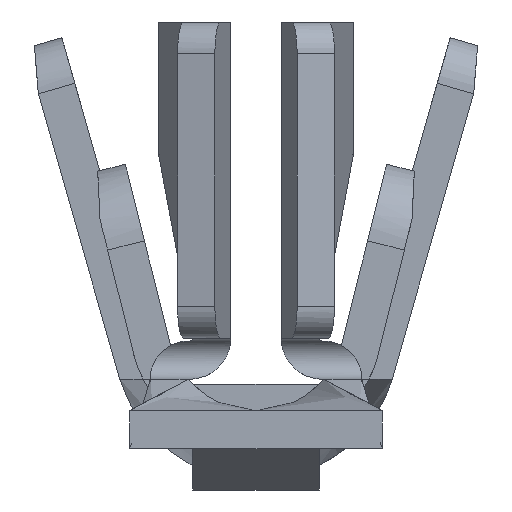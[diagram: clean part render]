
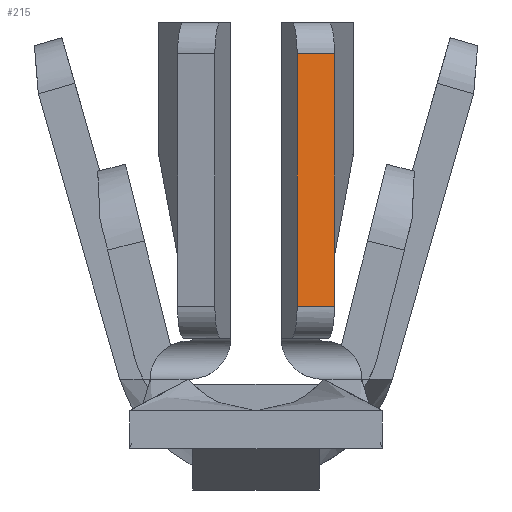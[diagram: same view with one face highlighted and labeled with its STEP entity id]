
A CAD part, front view. The second image highlights one B-rep face of the part: STEP entity #215.
In plain terms, the highlighted planar face has unit normal (0.181, -0.984, 0).
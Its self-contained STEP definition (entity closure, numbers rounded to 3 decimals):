
#215 = ADVANCED_FACE( '', ( #493 ), #494, .F. );
#493 = FACE_OUTER_BOUND( '', #855, .T. );
#494 = PLANE( '', #856 );
#855 = EDGE_LOOP( '', ( #1578, #1579, #1580, #1581 ) );
#856 = AXIS2_PLACEMENT_3D( '', #1582, #1583, #1584 );
#1578 = ORIENTED_EDGE( '', *, *, #2324, .F. );
#1579 = ORIENTED_EDGE( '', *, *, #2389, .T. );
#1580 = ORIENTED_EDGE( '', *, *, #2261, .T. );
#1581 = ORIENTED_EDGE( '', *, *, #2390, .T. );
#1582 = CARTESIAN_POINT( '', ( 0.13, -6.172, 1.45 ) );
#1583 = DIRECTION( '', ( -0.181, 0.983, 0. ) );
#1584 = DIRECTION( '', ( -0.983, -0.181, 0. ) );
#2261 = EDGE_CURVE( '', #2714, #2715, #2716, .T. );
#2324 = EDGE_CURVE( '', #2816, #2818, #2819, .T. );
#2389 = EDGE_CURVE( '', #2816, #2714, #2915, .F. );
#2390 = EDGE_CURVE( '', #2715, #2818, #2916, .T. );
#2714 = VERTEX_POINT( '', #3466 );
#2715 = VERTEX_POINT( '', #3467 );
#2716 = LINE( '', #3468, #3469 );
#2816 = VERTEX_POINT( '', #3697 );
#2818 = VERTEX_POINT( '', #3699 );
#2819 = LINE( '', #3700, #3701 );
#2915 = LINE( '', #3909, #3910 );
#2916 = LINE( '', #3911, #3912 );
#3466 = CARTESIAN_POINT( '', ( 0.13, -6.172, 1.35 ) );
#3467 = CARTESIAN_POINT( '', ( 0.13, -6.172, 0.55 ) );
#3468 = CARTESIAN_POINT( '', ( 0.13, -6.172, 1.45 ) );
#3469 = VECTOR( '', #4314, 1000. );
#3697 = CARTESIAN_POINT( '', ( 0.248, -6.15, 1.35 ) );
#3699 = CARTESIAN_POINT( '', ( 0.248, -6.15, 0.55 ) );
#3700 = CARTESIAN_POINT( '', ( 0.248, -6.15, 1.45 ) );
#3701 = VECTOR( '', #4392, 1000. );
#3909 = CARTESIAN_POINT( '', ( 0.13, -6.172, 1.35 ) );
#3910 = VECTOR( '', #4454, 1000. );
#3911 = CARTESIAN_POINT( '', ( 0.13, -6.172, 0.55 ) );
#3912 = VECTOR( '', #4455, 1000. );
#4314 = DIRECTION( '', ( 0., 0., -1. ) );
#4392 = DIRECTION( '', ( 0., 0., -1. ) );
#4454 = DIRECTION( '', ( 0.983, 0.181, 0. ) );
#4455 = DIRECTION( '', ( 0.983, 0.181, 0. ) );
